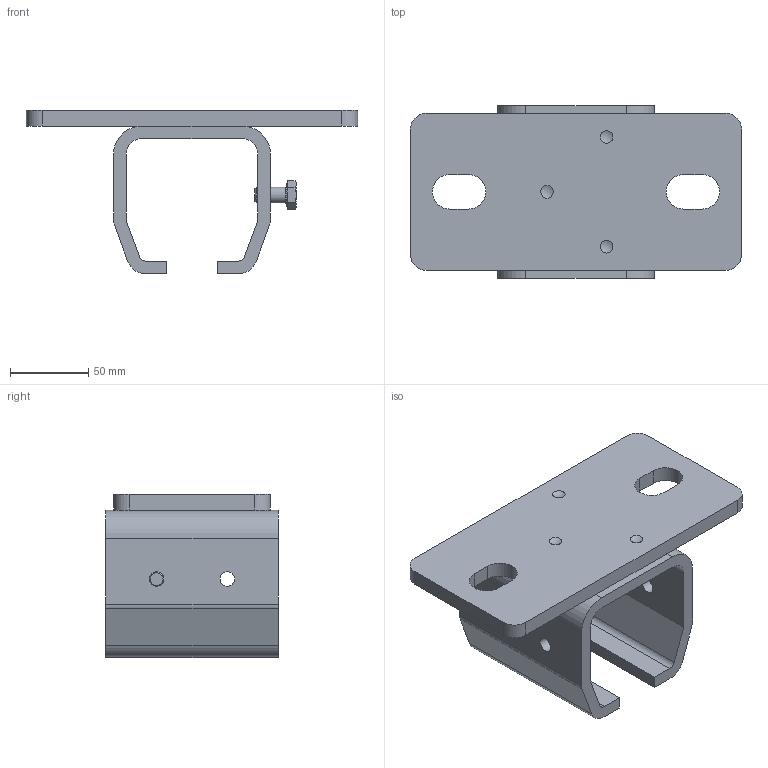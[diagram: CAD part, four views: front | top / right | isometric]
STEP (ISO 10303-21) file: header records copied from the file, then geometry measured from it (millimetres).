
FILE_DESCRIPTION(('STEP AP214'),'1');
FILE_NAME('PMH Takfäste 602.stp','2013-07-01T14:06:22',(' '),(' '),'Spatial InterOp 3D',' ',' ');
FILE_SCHEMA(('automotive_design'));
Length unit declared in the file: millimetre
Products named in the file (4): PMH Profilskena takfaste 602; Part1; Part2; Part3
Assembly tree (3 placements, depth 2):
  PMH Profilskena takfaste 602
    Part1
    Part2
    Part3
Bounding box: 211 x 110 x 104 mm (x, y, z)
Volume: 453627.5 mm3; surface area: 119910.9 mm2
Topology: 3 solids, 3 shells, 78 faces, 191 edges, 127 vertices
Faces by surface type: plane 38, cylinder 26, cone 7, sphere 6, torus 1
Full cylindrical faces by diameter (mm): 9.3 x5, 9.4 x1, 10 x1, 14.63 x1
Entity records: 3047 total; most frequent: CARTESIAN_POINT 464, DIRECTION 398, ORIENTED_EDGE 360, EDGE_CURVE 180, AXIS2_PLACEMENT_3D 148, VERTEX_POINT 126, EDGE_LOOP 112, LINE 102
